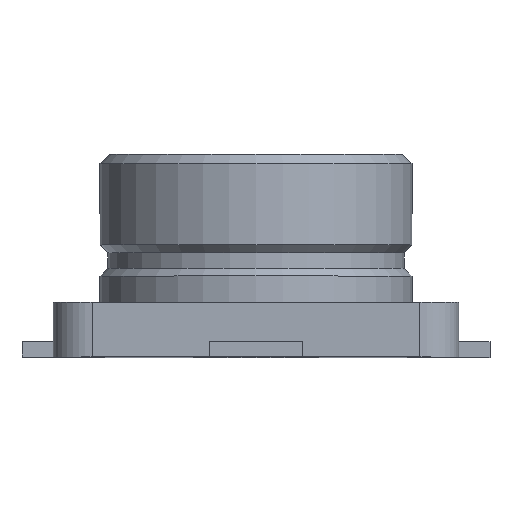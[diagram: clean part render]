
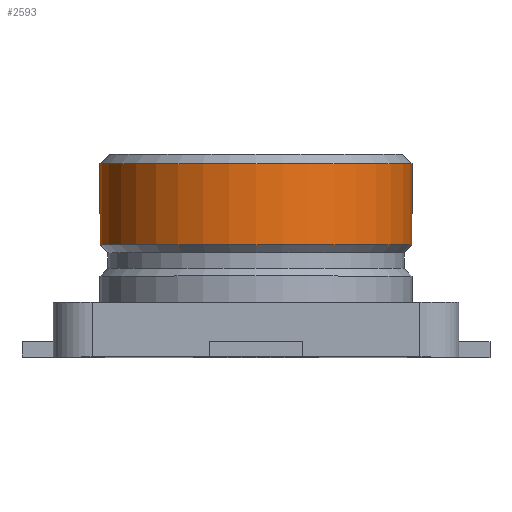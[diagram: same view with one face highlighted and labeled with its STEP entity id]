
A CAD part, top view. The second image highlights one B-rep face of the part: STEP entity #2593.
In plain terms, the highlighted cylindrical face has radius 1 mm (diameter 2 mm), a partial arc.
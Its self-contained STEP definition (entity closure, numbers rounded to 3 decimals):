
#117 = EDGE_CURVE ( 'NONE', #2073, #1000, #2370, .T. ) ;
#163 = DIRECTION ( 'NONE',  ( 0., 1., 0. ) ) ;
#469 = FACE_OUTER_BOUND ( 'NONE', #892, .T. ) ;
#474 = VECTOR ( 'NONE', #163, 1000. ) ;
#483 = CARTESIAN_POINT ( 'NONE',  ( 1., 0.35, 0. ) ) ;
#504 = VERTEX_POINT ( 'NONE', #850 ) ;
#611 = CARTESIAN_POINT ( 'NONE',  ( 0., 1.24, 0. ) ) ;
#850 = CARTESIAN_POINT ( 'NONE',  ( 1., 0.72, 0. ) ) ;
#851 = DIRECTION ( 'NONE',  ( 0., 1., 0. ) ) ;
#892 = EDGE_LOOP ( 'NONE', ( #1115, #2045, #2614, #3182 ) ) ;
#1000 = VERTEX_POINT ( 'NONE', #1596 ) ;
#1104 = DIRECTION ( 'NONE',  ( 0., 1., 0. ) ) ;
#1115 = ORIENTED_EDGE ( 'NONE', *, *, #2204, .F. ) ;
#1171 = EDGE_CURVE ( 'NONE', #1000, #504, #3183, .T. ) ;
#1198 = AXIS2_PLACEMENT_3D ( 'NONE', #2075, #851, #2888 ) ;
#1360 = DIRECTION ( 'NONE',  ( 0., -1., 0. ) ) ;
#1538 = CARTESIAN_POINT ( 'NONE',  ( -1., 0.72, 0. ) ) ;
#1539 = VECTOR ( 'NONE', #1689, 1000. ) ;
#1596 = CARTESIAN_POINT ( 'NONE',  ( 1., 1.24, 0. ) ) ;
#1689 = DIRECTION ( 'NONE',  ( 0., -1., 0. ) ) ;
#1866 = DIRECTION ( 'NONE',  ( -1., 0., 0. ) ) ;
#1870 = CARTESIAN_POINT ( 'NONE',  ( -1., 1.24, 0. ) ) ;
#2035 = VERTEX_POINT ( 'NONE', #1538 ) ;
#2045 = ORIENTED_EDGE ( 'NONE', *, *, #2111, .T. ) ;
#2060 = AXIS2_PLACEMENT_3D ( 'NONE', #611, #1104, #2103 ) ;
#2073 = VERTEX_POINT ( 'NONE', #1870 ) ;
#2075 = CARTESIAN_POINT ( 'NONE',  ( 0., 0.72, 0. ) ) ;
#2096 = CARTESIAN_POINT ( 'NONE',  ( 0., 0.35, 0. ) ) ;
#2103 = DIRECTION ( 'NONE',  ( -1., 0., 0. ) ) ;
#2111 = EDGE_CURVE ( 'NONE', #2035, #504, #2256, .T. ) ;
#2160 = CARTESIAN_POINT ( 'NONE',  ( -1., 0.35, 0. ) ) ;
#2204 = EDGE_CURVE ( 'NONE', #2035, #2073, #2540, .T. ) ;
#2211 = CYLINDRICAL_SURFACE ( 'NONE', #2806, 1. ) ;
#2256 = CIRCLE ( 'NONE', #1198, 1. ) ;
#2370 = CIRCLE ( 'NONE', #2060, 1. ) ;
#2540 = LINE ( 'NONE', #2160, #474 ) ;
#2593 = ADVANCED_FACE ( 'NONE', ( #469 ), #2211, .T. ) ;
#2614 = ORIENTED_EDGE ( 'NONE', *, *, #1171, .F. ) ;
#2806 = AXIS2_PLACEMENT_3D ( 'NONE', #2096, #1360, #1866 ) ;
#2888 = DIRECTION ( 'NONE',  ( -1., 0., 0. ) ) ;
#3182 = ORIENTED_EDGE ( 'NONE', *, *, #117, .F. ) ;
#3183 = LINE ( 'NONE', #483, #1539 ) ;
